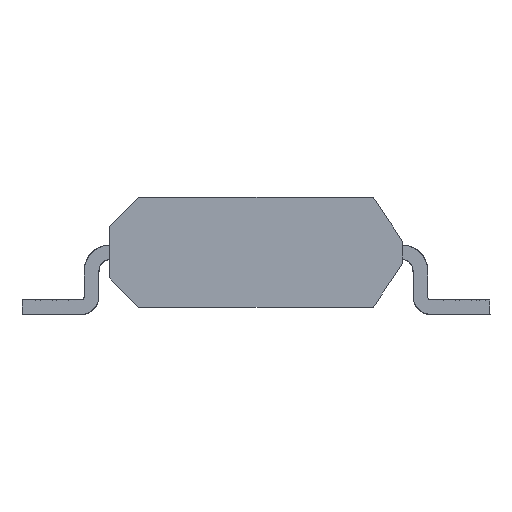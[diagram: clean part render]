
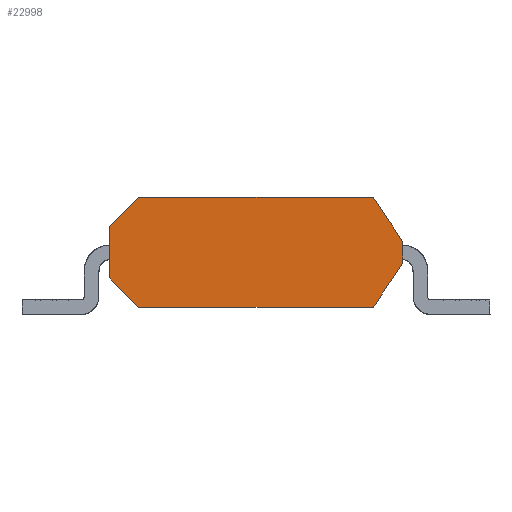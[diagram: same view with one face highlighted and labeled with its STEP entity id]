
A CAD part, front view. The second image highlights one B-rep face of the part: STEP entity #22998.
In plain terms, the highlighted planar face has unit normal (0, -1, 0).
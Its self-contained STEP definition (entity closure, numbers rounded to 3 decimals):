
#281 = VECTOR ( 'NONE', #8775, 1000. ) ;
#306 = CARTESIAN_POINT ( 'NONE',  ( 4., 0., 1.5 ) ) ;
#922 = EDGE_CURVE ( 'NONE', #19948, #16461, #17673, .T. ) ;
#1263 = DIRECTION ( 'NONE',  ( 0., 1., 0. ) ) ;
#1545 = CARTESIAN_POINT ( 'NONE',  ( 0.4, 0., 1.5 ) ) ;
#2744 = VERTEX_POINT ( 'NONE', #15982 ) ;
#2964 = EDGE_CURVE ( 'NONE', #19948, #2744, #24627, .T. ) ;
#3074 = ORIENTED_EDGE ( 'NONE', *, *, #24123, .T. ) ;
#3094 = LINE ( 'NONE', #15546, #7953 ) ;
#3311 = DIRECTION ( 'NONE',  ( 0.707, 0., -0.707 ) ) ;
#3411 = ORIENTED_EDGE ( 'NONE', *, *, #16693, .F. ) ;
#3482 = CARTESIAN_POINT ( 'NONE',  ( 0., 0., 1.5 ) ) ;
#3550 = LINE ( 'NONE', #1545, #13072 ) ;
#4624 = ORIENTED_EDGE ( 'NONE', *, *, #22547, .T. ) ;
#4965 = VECTOR ( 'NONE', #25535, 1000. ) ;
#5354 = VECTOR ( 'NONE', #8353, 1000. ) ;
#5925 = VERTEX_POINT ( 'NONE', #13294 ) ;
#6191 = CARTESIAN_POINT ( 'NONE',  ( 0., 0., 0. ) ) ;
#6580 = VERTEX_POINT ( 'NONE', #8872 ) ;
#6788 = ORIENTED_EDGE ( 'NONE', *, *, #922, .T. ) ;
#7808 = CARTESIAN_POINT ( 'NONE',  ( 4., 0., 0.9 ) ) ;
#7953 = VECTOR ( 'NONE', #19668, 1000. ) ;
#8353 = DIRECTION ( 'NONE',  ( 0., 0., -1. ) ) ;
#8775 = DIRECTION ( 'NONE',  ( 0.555, 0., 0.832 ) ) ;
#8872 = CARTESIAN_POINT ( 'NONE',  ( 0., 0., 0.4 ) ) ;
#8905 = EDGE_CURVE ( 'NONE', #18661, #5925, #3550, .T. ) ;
#9129 = CARTESIAN_POINT ( 'NONE',  ( 3.6, 0., 1.5 ) ) ;
#10174 = ORIENTED_EDGE ( 'NONE', *, *, #2964, .F. ) ;
#10531 = CARTESIAN_POINT ( 'NONE',  ( 4., 0., 0.6 ) ) ;
#10602 = ORIENTED_EDGE ( 'NONE', *, *, #12302, .T. ) ;
#10793 = LINE ( 'NONE', #10531, #281 ) ;
#11366 = CARTESIAN_POINT ( 'NONE',  ( 0.4, 0., 1.5 ) ) ;
#11586 = CARTESIAN_POINT ( 'NONE',  ( 0., 0., 1.5 ) ) ;
#12001 = DIRECTION ( 'NONE',  ( -0.707, 0., -0.707 ) ) ;
#12302 = EDGE_CURVE ( 'NONE', #16695, #19623, #18348, .T. ) ;
#12867 = EDGE_CURVE ( 'NONE', #5925, #6580, #17412, .T. ) ;
#13072 = VECTOR ( 'NONE', #12001, 1000. ) ;
#13294 = CARTESIAN_POINT ( 'NONE',  ( 0., 0., 1.1 ) ) ;
#13674 = DIRECTION ( 'NONE',  ( -0.555, 0., 0.832 ) ) ;
#14721 = VECTOR ( 'NONE', #13674, 1000. ) ;
#15546 = CARTESIAN_POINT ( 'NONE',  ( 0., 0., 1.5 ) ) ;
#15982 = CARTESIAN_POINT ( 'NONE',  ( 4., 0., 0.6 ) ) ;
#16092 = DIRECTION ( 'NONE',  ( 1., 0., 0. ) ) ;
#16149 = ORIENTED_EDGE ( 'NONE', *, *, #8905, .T. ) ;
#16461 = VERTEX_POINT ( 'NONE', #18639 ) ;
#16693 = EDGE_CURVE ( 'NONE', #18661, #16461, #3094, .T. ) ;
#16695 = VERTEX_POINT ( 'NONE', #21658 ) ;
#17338 = VECTOR ( 'NONE', #16092, 1000. ) ;
#17412 = LINE ( 'NONE', #3482, #4965 ) ;
#17673 = LINE ( 'NONE', #9129, #14721 ) ;
#17723 = PLANE ( 'NONE',  #21621 ) ;
#17815 = VECTOR ( 'NONE', #3311, 1000. ) ;
#18348 = LINE ( 'NONE', #6191, #17338 ) ;
#18639 = CARTESIAN_POINT ( 'NONE',  ( 3.6, 0., 1.5 ) ) ;
#18661 = VERTEX_POINT ( 'NONE', #11366 ) ;
#18783 = CARTESIAN_POINT ( 'NONE',  ( 3.6, 0., 0. ) ) ;
#19325 = FACE_OUTER_BOUND ( 'NONE', #21387, .T. ) ;
#19623 = VERTEX_POINT ( 'NONE', #18783 ) ;
#19668 = DIRECTION ( 'NONE',  ( 1., 0., 0. ) ) ;
#19948 = VERTEX_POINT ( 'NONE', #7808 ) ;
#20854 = ORIENTED_EDGE ( 'NONE', *, *, #12867, .T. ) ;
#21387 = EDGE_LOOP ( 'NONE', ( #20854, #3074, #10602, #4624, #10174, #6788, #3411, #16149 ) ) ;
#21448 = DIRECTION ( 'NONE',  ( 0., 0., 1. ) ) ;
#21621 = AXIS2_PLACEMENT_3D ( 'NONE', #11586, #1263, #21448 ) ;
#21658 = CARTESIAN_POINT ( 'NONE',  ( 0.4, 0., 0. ) ) ;
#22547 = EDGE_CURVE ( 'NONE', #19623, #2744, #10793, .T. ) ;
#22998 = ADVANCED_FACE ( 'NONE', ( #19325 ), #17723, .F. ) ;
#23354 = LINE ( 'NONE', #23614, #17815 ) ;
#23614 = CARTESIAN_POINT ( 'NONE',  ( 0., 0., 0.4 ) ) ;
#24123 = EDGE_CURVE ( 'NONE', #6580, #16695, #23354, .T. ) ;
#24627 = LINE ( 'NONE', #306, #5354 ) ;
#25535 = DIRECTION ( 'NONE',  ( 0., 0., -1. ) ) ;
